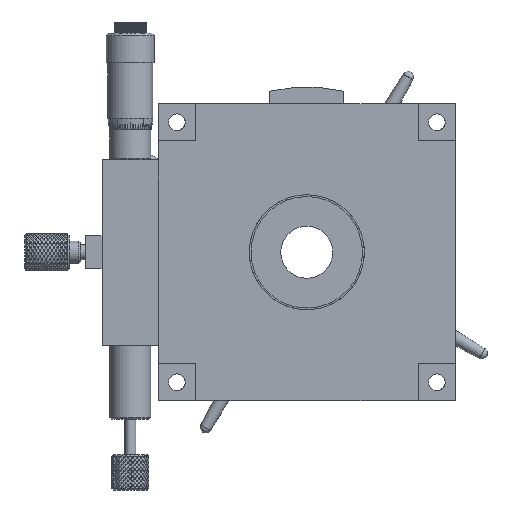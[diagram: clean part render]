
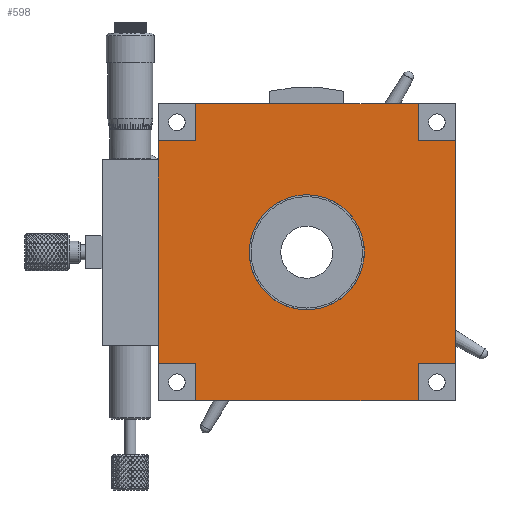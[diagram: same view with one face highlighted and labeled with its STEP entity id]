
A CAD part, front view. The second image highlights one B-rep face of the part: STEP entity #598.
In plain terms, the highlighted planar face has unit normal (0, -1, 0).
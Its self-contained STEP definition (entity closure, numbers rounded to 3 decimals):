
#22 = VERTEX_POINT('',#23);
#23 = CARTESIAN_POINT('',(-40.,0.3,30.));
#72 = VERTEX_POINT('',#73);
#73 = CARTESIAN_POINT('',(-40.,0.3,-30.));
#79 = EDGE_CURVE('',#72,#22,#80,.T.);
#80 = LINE('',#81,#82);
#81 = CARTESIAN_POINT('',(-40.,0.3,-30.));
#82 = VECTOR('',#83,1.);
#83 = DIRECTION('',(0.,0.,1.));
#172 = EDGE_CURVE('',#22,#173,#175,.T.);
#173 = VERTEX_POINT('',#174);
#174 = CARTESIAN_POINT('',(-30.,0.3,30.));
#175 = LINE('',#176,#177);
#176 = CARTESIAN_POINT('',(-40.,0.3,30.));
#177 = VECTOR('',#178,1.);
#178 = DIRECTION('',(1.,0.,0.));
#239 = VERTEX_POINT('',#240);
#240 = CARTESIAN_POINT('',(-30.,0.3,40.));
#246 = EDGE_CURVE('',#239,#247,#249,.T.);
#247 = VERTEX_POINT('',#248);
#248 = CARTESIAN_POINT('',(30.,0.3,40.));
#249 = LINE('',#250,#251);
#250 = CARTESIAN_POINT('',(-30.,0.3,40.));
#251 = VECTOR('',#252,1.);
#252 = DIRECTION('',(1.,0.,0.));
#479 = VERTEX_POINT('',#480);
#480 = CARTESIAN_POINT('',(30.,0.3,-40.));
#488 = EDGE_CURVE('',#479,#489,#491,.T.);
#489 = VERTEX_POINT('',#490);
#490 = CARTESIAN_POINT('',(-30.,0.3,-40.));
#491 = LINE('',#492,#493);
#492 = CARTESIAN_POINT('',(30.,0.3,-40.));
#493 = VECTOR('',#494,1.);
#494 = DIRECTION('',(-1.,0.,0.));
#580 = VERTEX_POINT('',#581);
#581 = CARTESIAN_POINT('',(-30.,0.3,-30.));
#587 = EDGE_CURVE('',#580,#72,#588,.T.);
#588 = LINE('',#589,#590);
#589 = CARTESIAN_POINT('',(-30.,0.3,-30.));
#590 = VECTOR('',#591,1.);
#591 = DIRECTION('',(-1.,0.,0.));
#598 = ADVANCED_FACE('',(#599,#656),#676,.F.);
#599 = FACE_BOUND('',#600,.T.);
#600 = EDGE_LOOP('',(#601,#602,#603,#609,#610,#618,#626,#634,#642,#648,
    #649,#655));
#601 = ORIENTED_EDGE('',*,*,#79,.F.);
#602 = ORIENTED_EDGE('',*,*,#587,.F.);
#603 = ORIENTED_EDGE('',*,*,#604,.F.);
#604 = EDGE_CURVE('',#489,#580,#605,.T.);
#605 = LINE('',#606,#607);
#606 = CARTESIAN_POINT('',(-30.,0.3,-40.));
#607 = VECTOR('',#608,1.);
#608 = DIRECTION('',(0.,0.,1.));
#609 = ORIENTED_EDGE('',*,*,#488,.F.);
#610 = ORIENTED_EDGE('',*,*,#611,.F.);
#611 = EDGE_CURVE('',#612,#479,#614,.T.);
#612 = VERTEX_POINT('',#613);
#613 = CARTESIAN_POINT('',(30.,0.3,-30.));
#614 = LINE('',#615,#616);
#615 = CARTESIAN_POINT('',(30.,0.3,-30.));
#616 = VECTOR('',#617,1.);
#617 = DIRECTION('',(0.,0.,-1.));
#618 = ORIENTED_EDGE('',*,*,#619,.F.);
#619 = EDGE_CURVE('',#620,#612,#622,.T.);
#620 = VERTEX_POINT('',#621);
#621 = CARTESIAN_POINT('',(40.,0.3,-30.));
#622 = LINE('',#623,#624);
#623 = CARTESIAN_POINT('',(40.,0.3,-30.));
#624 = VECTOR('',#625,1.);
#625 = DIRECTION('',(-1.,0.,0.));
#626 = ORIENTED_EDGE('',*,*,#627,.F.);
#627 = EDGE_CURVE('',#628,#620,#630,.T.);
#628 = VERTEX_POINT('',#629);
#629 = CARTESIAN_POINT('',(40.,0.3,30.));
#630 = LINE('',#631,#632);
#631 = CARTESIAN_POINT('',(40.,0.3,30.));
#632 = VECTOR('',#633,1.);
#633 = DIRECTION('',(0.,0.,-1.));
#634 = ORIENTED_EDGE('',*,*,#635,.F.);
#635 = EDGE_CURVE('',#636,#628,#638,.T.);
#636 = VERTEX_POINT('',#637);
#637 = CARTESIAN_POINT('',(30.,0.3,30.));
#638 = LINE('',#639,#640);
#639 = CARTESIAN_POINT('',(30.,0.3,30.));
#640 = VECTOR('',#641,1.);
#641 = DIRECTION('',(1.,0.,0.));
#642 = ORIENTED_EDGE('',*,*,#643,.F.);
#643 = EDGE_CURVE('',#247,#636,#644,.T.);
#644 = LINE('',#645,#646);
#645 = CARTESIAN_POINT('',(30.,0.3,40.));
#646 = VECTOR('',#647,1.);
#647 = DIRECTION('',(0.,0.,-1.));
#648 = ORIENTED_EDGE('',*,*,#246,.F.);
#649 = ORIENTED_EDGE('',*,*,#650,.F.);
#650 = EDGE_CURVE('',#173,#239,#651,.T.);
#651 = LINE('',#652,#653);
#652 = CARTESIAN_POINT('',(-30.,0.3,30.));
#653 = VECTOR('',#654,1.);
#654 = DIRECTION('',(0.,0.,1.));
#655 = ORIENTED_EDGE('',*,*,#172,.F.);
#656 = FACE_BOUND('',#657,.T.);
#657 = EDGE_LOOP('',(#658,#669));
#658 = ORIENTED_EDGE('',*,*,#659,.T.);
#659 = EDGE_CURVE('',#660,#662,#664,.T.);
#660 = VERTEX_POINT('',#661);
#661 = CARTESIAN_POINT('',(0.,0.3,15.5));
#662 = VERTEX_POINT('',#663);
#663 = CARTESIAN_POINT('',(10.96,0.3,10.96));
#664 = CIRCLE('',#665,15.5);
#665 = AXIS2_PLACEMENT_3D('',#666,#667,#668);
#666 = CARTESIAN_POINT('',(0.,0.3,0.));
#667 = DIRECTION('',(0.,1.,0.));
#668 = DIRECTION('',(0.,0.,1.));
#669 = ORIENTED_EDGE('',*,*,#670,.T.);
#670 = EDGE_CURVE('',#662,#660,#671,.T.);
#671 = CIRCLE('',#672,15.5);
#672 = AXIS2_PLACEMENT_3D('',#673,#674,#675);
#673 = CARTESIAN_POINT('',(0.,0.3,0.));
#674 = DIRECTION('',(-0.,1.,0.));
#675 = DIRECTION('',(0.707,0.,0.707));
#676 = PLANE('',#677);
#677 = AXIS2_PLACEMENT_3D('',#678,#679,#680);
#678 = CARTESIAN_POINT('',(0.,0.3,0.));
#679 = DIRECTION('',(0.,1.,0.));
#680 = DIRECTION('',(0.,0.,1.));
